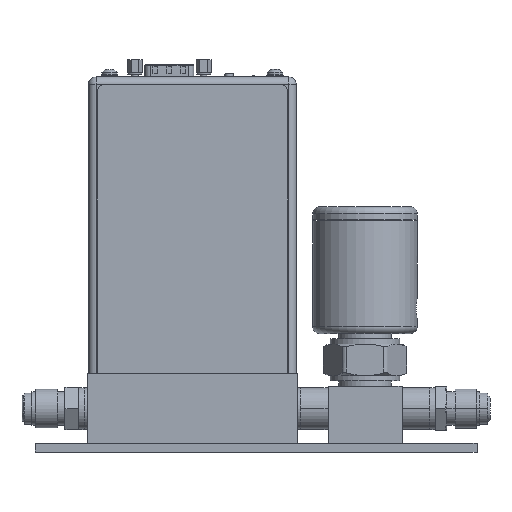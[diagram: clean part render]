
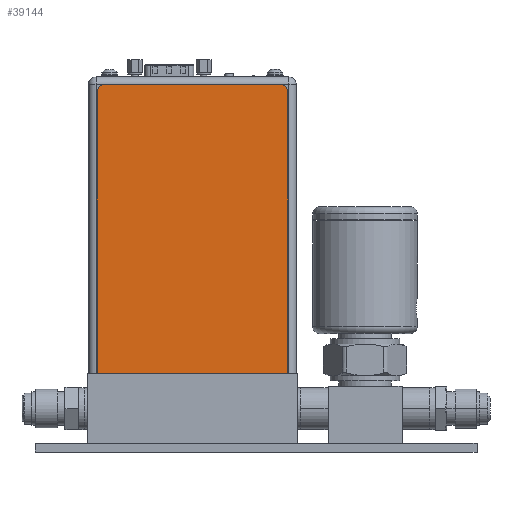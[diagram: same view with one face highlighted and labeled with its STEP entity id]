
A CAD part, top view. The second image highlights one B-rep face of the part: STEP entity #39144.
In plain terms, the highlighted planar face has unit normal (0, 0, 1).
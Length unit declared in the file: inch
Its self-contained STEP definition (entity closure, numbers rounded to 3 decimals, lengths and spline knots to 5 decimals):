
#38977=CARTESIAN_POINT('',(2.63,4.04,0.004));
#38978=DIRECTION('',(0.,0.,1.));
#38979=DIRECTION('',(1.,0.,0.));
#38980=AXIS2_PLACEMENT_3D('',#38977,#38978,#38979);
#38982=DIRECTION('',(0.,1.,0.));
#38983=VECTOR('',#38982,4.04);
#38984=CARTESIAN_POINT('',(2.73,0.,0.004));
#38985=LINE('',#38984,#38983);
#38986=DIRECTION('',(1.,0.,0.));
#38987=VECTOR('',#38986,2.73);
#38988=CARTESIAN_POINT('',(0.,0.,0.004));
#38989=LINE('',#38988,#38987);
#38990=DIRECTION('',(0.,-1.,0.));
#38991=VECTOR('',#38990,4.04);
#38992=CARTESIAN_POINT('',(0.,4.04,0.004));
#38993=LINE('',#38992,#38991);
#38994=CARTESIAN_POINT('',(0.1,4.04,0.004));
#38995=DIRECTION('',(0.,0.,1.));
#38996=DIRECTION('',(0.,1.,0.));
#38997=AXIS2_PLACEMENT_3D('',#38994,#38995,#38996);
#38999=DIRECTION('',(-1.,0.,0.));
#39000=VECTOR('',#38999,2.53);
#39001=CARTESIAN_POINT('',(2.63,4.14,0.004));
#39002=LINE('',#39001,#39000);
#39007=CARTESIAN_POINT('',(0.,0.,0.004));
#39008=CARTESIAN_POINT('',(2.73,0.,0.004));
#39009=VERTEX_POINT('',#39007);
#39010=VERTEX_POINT('',#39008);
#39015=CARTESIAN_POINT('',(2.73,4.04,0.004));
#39016=VERTEX_POINT('',#39015);
#39017=CARTESIAN_POINT('',(2.63,4.14,0.004));
#39018=VERTEX_POINT('',#39017);
#39023=CARTESIAN_POINT('',(0.1,4.14,0.004));
#39024=VERTEX_POINT('',#39023);
#39025=CARTESIAN_POINT('',(0.,4.04,0.004));
#39026=VERTEX_POINT('',#39025);
#39131=CARTESIAN_POINT('',(0.,0.,0.004));
#39132=DIRECTION('',(0.,0.,1.));
#39133=DIRECTION('',(1.,0.,0.));
#39134=AXIS2_PLACEMENT_3D('',#39131,#39132,#39133);
#39135=PLANE('',#39134);
#39136=ORIENTED_EDGE('',*,*,#39055,.F.);
#39137=ORIENTED_EDGE('',*,*,#39071,.F.);
#39138=ORIENTED_EDGE('',*,*,#39084,.F.);
#39139=ORIENTED_EDGE('',*,*,#39097,.F.);
#39140=ORIENTED_EDGE('',*,*,#39112,.F.);
#39141=ORIENTED_EDGE('',*,*,#39124,.F.);
#39142=EDGE_LOOP('',(#39136,#39137,#39138,#39139,#39140,#39141));
#39143=FACE_OUTER_BOUND('',#39142,.F.);
#39144=ADVANCED_FACE('',(#39143),#39135,.T.);
#38981=CIRCLE('',#38980,0.1);
#38998=CIRCLE('',#38997,0.1);
#39055=EDGE_CURVE('',#39016,#39018,#38981,.T.);
#39071=EDGE_CURVE('',#39010,#39016,#38985,.T.);
#39084=EDGE_CURVE('',#39009,#39010,#38989,.T.);
#39097=EDGE_CURVE('',#39026,#39009,#38993,.T.);
#39112=EDGE_CURVE('',#39024,#39026,#38998,.T.);
#39124=EDGE_CURVE('',#39018,#39024,#39002,.T.);
